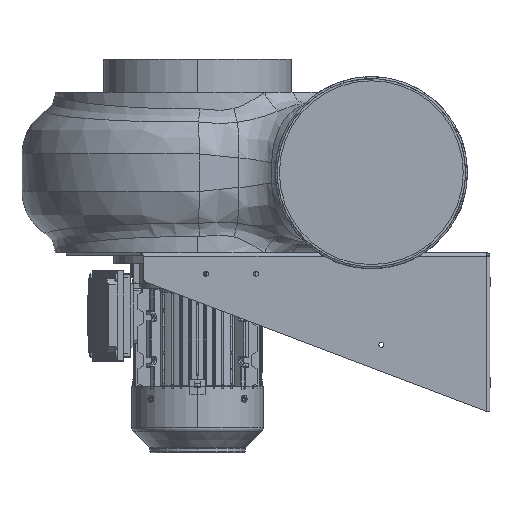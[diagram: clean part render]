
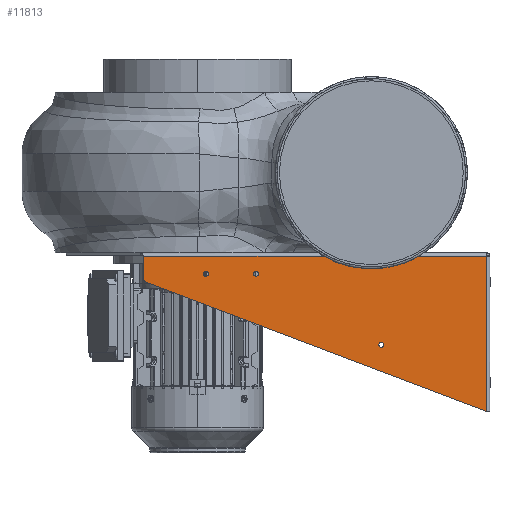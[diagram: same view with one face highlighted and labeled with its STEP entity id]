
A CAD part, left-side view. The second image highlights one B-rep face of the part: STEP entity #11813.
In plain terms, the highlighted face is planar.
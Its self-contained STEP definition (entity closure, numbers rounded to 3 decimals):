
#3 = EDGE_LOOP ( 'NONE', ( #62302, #84202, #84451, #88752, #78674 ) ) ;
#3487 = VERTEX_POINT ( 'NONE', #8956 ) ;
#5717 = VERTEX_POINT ( 'NONE', #96665 ) ;
#6010 = EDGE_CURVE ( 'NONE', #6936, #100079, #63794, .T. ) ;
#6660 = VECTOR ( 'NONE', #7120, 1000. ) ;
#6936 = VERTEX_POINT ( 'NONE', #46537 ) ;
#7120 = DIRECTION ( 'NONE',  ( 0., -0.935, 0.355 ) ) ;
#8736 = VERTEX_POINT ( 'NONE', #54425 ) ;
#8956 = CARTESIAN_POINT ( 'NONE',  ( 158., 65.371, 31.929 ) ) ;
#11268 = FACE_BOUND ( 'NONE', #56444, .T. ) ;
#11813 = ADVANCED_FACE ( 'NONE', ( #11268, #17544, #48855, #33726 ), #90530, .F. ) ;
#12208 = AXIS2_PLACEMENT_3D ( 'NONE', #96407, #79735, #37675 ) ;
#12375 = ORIENTED_EDGE ( 'NONE', *, *, #89166, .F. ) ;
#13571 = DIRECTION ( 'NONE',  ( 0., 0., 1. ) ) ;
#16168 = CARTESIAN_POINT ( 'NONE',  ( 158., -69.035, 28. ) ) ;
#16819 = EDGE_CURVE ( 'NONE', #54742, #58376, #21771, .T. ) ;
#17544 = FACE_BOUND ( 'NONE', #36863, .T. ) ;
#17868 = EDGE_CURVE ( 'NONE', #3487, #54742, #67944, .T. ) ;
#19094 = DIRECTION ( 'NONE',  ( 0., 1., 0. ) ) ;
#19740 = CARTESIAN_POINT ( 'NONE',  ( 158., 65.371, 0. ) ) ;
#20086 = AXIS2_PLACEMENT_3D ( 'NONE', #83045, #35101, #42895 ) ;
#20466 = AXIS2_PLACEMENT_3D ( 'NONE', #50279, #73225, #50793 ) ;
#20892 = DIRECTION ( 'NONE',  ( 1., 0., 0. ) ) ;
#21771 = LINE ( 'NONE', #78554, #6660 ) ;
#21994 = VECTOR ( 'NONE', #69166, 1000. ) ;
#22795 = CARTESIAN_POINT ( 'NONE',  ( 158., 65.371, 4. ) ) ;
#25317 = CARTESIAN_POINT ( 'NONE',  ( 158., -219.035, 110. ) ) ;
#25429 = CIRCLE ( 'NONE', #20466, 3. ) ;
#26576 = ORIENTED_EDGE ( 'NONE', *, *, #49732, .F. ) ;
#29051 = CARTESIAN_POINT ( 'NONE',  ( 158., -345.035, 191.14 ) ) ;
#29134 = CARTESIAN_POINT ( 'NONE',  ( 158., -69.035, 25. ) ) ;
#30597 = CARTESIAN_POINT ( 'NONE',  ( 158., 63.435, 34.734 ) ) ;
#31855 = EDGE_CURVE ( 'NONE', #5717, #87135, #82519, .T. ) ;
#32968 = AXIS2_PLACEMENT_3D ( 'NONE', #100136, #20892, #13571 ) ;
#33665 = DIRECTION ( 'NONE',  ( 0., 0., -1. ) ) ;
#33726 = FACE_OUTER_BOUND ( 'NONE', #3, .T. ) ;
#33871 = VERTEX_POINT ( 'NONE', #22795 ) ;
#35012 = VECTOR ( 'NONE', #60406, 1000. ) ;
#35101 = DIRECTION ( 'NONE',  ( 1., 0., 0. ) ) ;
#36863 = EDGE_LOOP ( 'NONE', ( #56847, #71502 ) ) ;
#37675 = DIRECTION ( 'NONE',  ( 0., 0., -1. ) ) ;
#39315 = CIRCLE ( 'NONE', #102577, 3. ) ;
#40929 = EDGE_CURVE ( 'NONE', #89813, #57739, #65013, .T. ) ;
#42692 = DIRECTION ( 'NONE',  ( 1., 0., 0. ) ) ;
#42895 = DIRECTION ( 'NONE',  ( 0., 0., -1. ) ) ;
#44143 = CARTESIAN_POINT ( 'NONE',  ( 158., -9.035, 28. ) ) ;
#44374 = LINE ( 'NONE', #58984, #70274 ) ;
#44889 = EDGE_CURVE ( 'NONE', #58376, #8736, #49549, .T. ) ;
#45263 = EDGE_CURVE ( 'NONE', #33871, #8736, #44374, .T. ) ;
#46537 = CARTESIAN_POINT ( 'NONE',  ( 158., -219.035, 113. ) ) ;
#48855 = FACE_BOUND ( 'NONE', #91896, .T. ) ;
#49362 = CARTESIAN_POINT ( 'NONE',  ( 158., 0., 0. ) ) ;
#49410 = CARTESIAN_POINT ( 'NONE',  ( 158., -219.035, 107. ) ) ;
#49549 = LINE ( 'NONE', #29051, #21994 ) ;
#49732 = EDGE_CURVE ( 'NONE', #100079, #6936, #39315, .T. ) ;
#50279 = CARTESIAN_POINT ( 'NONE',  ( 158., -9.035, 25. ) ) ;
#50793 = DIRECTION ( 'NONE',  ( 0., 0., -1. ) ) ;
#51159 = DIRECTION ( 'NONE',  ( 0., -1., 0. ) ) ;
#51190 = CARTESIAN_POINT ( 'NONE',  ( 158., -69.035, 22. ) ) ;
#52082 = DIRECTION ( 'NONE',  ( 0., 0., -1. ) ) ;
#52385 = AXIS2_PLACEMENT_3D ( 'NONE', #29134, #42692, #52082 ) ;
#53281 = CARTESIAN_POINT ( 'NONE',  ( 158., -345.035, 189.623 ) ) ;
#54425 = CARTESIAN_POINT ( 'NONE',  ( 158., -345.035, 4. ) ) ;
#54742 = VERTEX_POINT ( 'NONE', #30597 ) ;
#55570 = EDGE_CURVE ( 'NONE', #33871, #3487, #82831, .T. ) ;
#56444 = EDGE_LOOP ( 'NONE', ( #12375, #93148 ) ) ;
#56847 = ORIENTED_EDGE ( 'NONE', *, *, #31855, .F. ) ;
#57739 = VERTEX_POINT ( 'NONE', #51190 ) ;
#58376 = VERTEX_POINT ( 'NONE', #53281 ) ;
#58984 = CARTESIAN_POINT ( 'NONE',  ( 158., -349.035, 4. ) ) ;
#60406 = DIRECTION ( 'NONE',  ( 0., 0., 1. ) ) ;
#62302 = ORIENTED_EDGE ( 'NONE', *, *, #55570, .T. ) ;
#62600 = AXIS2_PLACEMENT_3D ( 'NONE', #49362, #89490, #19094 ) ;
#63794 = CIRCLE ( 'NONE', #12208, 3. ) ;
#65013 = CIRCLE ( 'NONE', #20086, 3. ) ;
#66430 = CARTESIAN_POINT ( 'NONE',  ( 158., -9.035, 25. ) ) ;
#67944 = CIRCLE ( 'NONE', #32968, 3. ) ;
#69166 = DIRECTION ( 'NONE',  ( 0., 0., -1. ) ) ;
#69196 = AXIS2_PLACEMENT_3D ( 'NONE', #66430, #75291, #91441 ) ;
#70274 = VECTOR ( 'NONE', #51159, 1000. ) ;
#71502 = ORIENTED_EDGE ( 'NONE', *, *, #86388, .F. ) ;
#73225 = DIRECTION ( 'NONE',  ( 1., 0., 0. ) ) ;
#75291 = DIRECTION ( 'NONE',  ( 1., 0., 0. ) ) ;
#78554 = CARTESIAN_POINT ( 'NONE',  ( 158., 19.49, 51.398 ) ) ;
#78674 = ORIENTED_EDGE ( 'NONE', *, *, #45263, .F. ) ;
#79307 = ORIENTED_EDGE ( 'NONE', *, *, #6010, .F. ) ;
#79555 = DIRECTION ( 'NONE',  ( 1., 0., 0. ) ) ;
#79735 = DIRECTION ( 'NONE',  ( 1., 0., 0. ) ) ;
#82519 = CIRCLE ( 'NONE', #69196, 3. ) ;
#82831 = LINE ( 'NONE', #19740, #35012 ) ;
#83045 = CARTESIAN_POINT ( 'NONE',  ( 158., -69.035, 25. ) ) ;
#84202 = ORIENTED_EDGE ( 'NONE', *, *, #17868, .T. ) ;
#84451 = ORIENTED_EDGE ( 'NONE', *, *, #16819, .T. ) ;
#86388 = EDGE_CURVE ( 'NONE', #87135, #5717, #25429, .T. ) ;
#87135 = VERTEX_POINT ( 'NONE', #44143 ) ;
#88752 = ORIENTED_EDGE ( 'NONE', *, *, #44889, .T. ) ;
#88972 = CIRCLE ( 'NONE', #52385, 3. ) ;
#89166 = EDGE_CURVE ( 'NONE', #57739, #89813, #88972, .T. ) ;
#89490 = DIRECTION ( 'NONE',  ( -1., 0., 0. ) ) ;
#89813 = VERTEX_POINT ( 'NONE', #16168 ) ;
#90530 = PLANE ( 'NONE',  #62600 ) ;
#91441 = DIRECTION ( 'NONE',  ( 0., 0., -1. ) ) ;
#91896 = EDGE_LOOP ( 'NONE', ( #26576, #79307 ) ) ;
#93148 = ORIENTED_EDGE ( 'NONE', *, *, #40929, .F. ) ;
#96407 = CARTESIAN_POINT ( 'NONE',  ( 158., -219.035, 110. ) ) ;
#96665 = CARTESIAN_POINT ( 'NONE',  ( 158., -9.035, 22. ) ) ;
#100079 = VERTEX_POINT ( 'NONE', #49410 ) ;
#100136 = CARTESIAN_POINT ( 'NONE',  ( 158., 62.371, 31.929 ) ) ;
#102577 = AXIS2_PLACEMENT_3D ( 'NONE', #25317, #79555, #33665 ) ;
